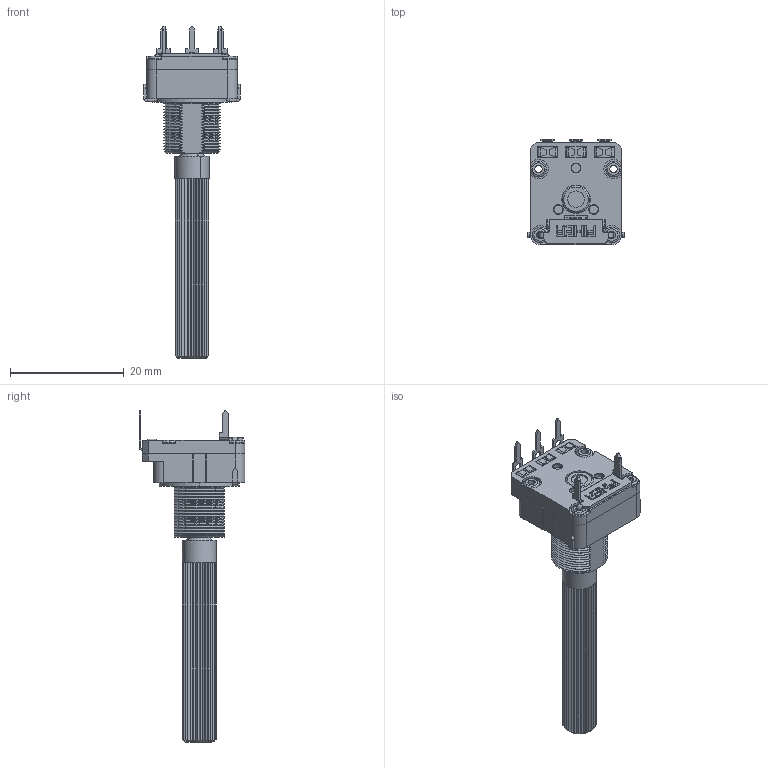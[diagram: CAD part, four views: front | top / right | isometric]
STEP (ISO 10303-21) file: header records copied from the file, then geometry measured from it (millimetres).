
FILE_DESCRIPTION (( 'STEP AP203' ), '1' );
FILE_NAME ('PC16SV-10IP06.STEP', '2017-06-27T05:53:45', ( '' ), ( '' ), 'SwSTEP 2.0', 'SolidWorks 2016', '' );
FILE_SCHEMA (( 'CONFIG_CONTROL_DESIGN' ));
Length unit declared in the file: millimetre
Products named in the file (7): PORTACURSOR; CARCASA; TERMINAL APOYO_TROQUELADOS; EJE_Predeterminada; PC16SV-10IP06; PORTARESISTENCIA; COLECTOR
Assembly tree (9 placements, depth 2):
  PC16SV-10IP06
    PORTARESISTENCIA
    COLECTOR  x4
    PORTACURSOR
    CARCASA
    TERMINAL APOYO_TROQUELADOS
    EJE_Predeterminada
Bounding box: 16.99 x 18.55 x 58.41 mm (x, y, z)
Volume: 3357.2 mm3; surface area: 4834.4 mm2
Topology: 9 solids, 9 shells, 1246 faces, 3133 edges, 1947 vertices
Faces by surface type: plane 762, cylinder 307, cone 151, torus 14, bspline 12
Entity records: 32112 total; most frequent: CARTESIAN_POINT 6288, ORIENTED_EDGE 5246, DIRECTION 5205, EDGE_CURVE 2623, AXIS2_PLACEMENT_3D 1818, VERTEX_POINT 1647, VECTOR 1569, LINE 1569
